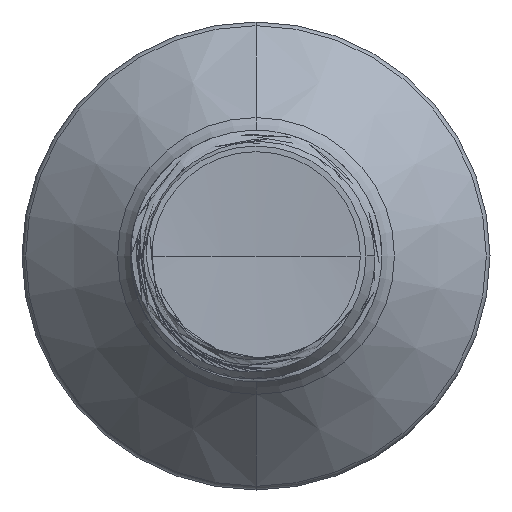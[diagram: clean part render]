
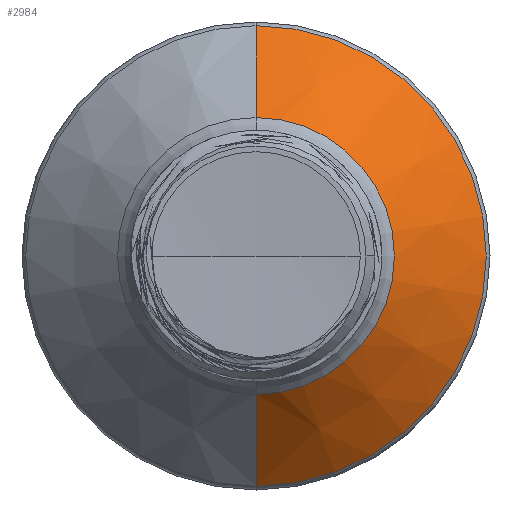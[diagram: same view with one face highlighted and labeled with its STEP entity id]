
A CAD part, front view. The second image highlights one B-rep face of the part: STEP entity #2984.
In plain terms, the highlighted conical face has half-angle 45 degrees and reference radius 2.75 mm.
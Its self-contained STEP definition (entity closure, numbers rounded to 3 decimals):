
#357 = DIRECTION ( 'NONE',  ( 0., 1., 0. ) ) ;
#1639 = CARTESIAN_POINT ( 'NONE',  ( 0., 8.865, 2.75 ) ) ;
#1816 = ORIENTED_EDGE ( 'NONE', *, *, #21937, .T. ) ;
#2432 = VERTEX_POINT ( 'NONE', #1639 ) ;
#2984 = ADVANCED_FACE ( 'NONE', ( #7031 ), #18334, .T. ) ;
#3652 = DIRECTION ( 'NONE',  ( 0., 1., 0. ) ) ;
#4050 = CARTESIAN_POINT ( 'NONE',  ( 0., 10.692, -4.577 ) ) ;
#4921 = CIRCLE ( 'NONE', #10602, 4.577 ) ;
#5823 = DIRECTION ( 'NONE',  ( 0., 0.707, -0.707 ) ) ;
#7031 = FACE_OUTER_BOUND ( 'NONE', #14051, .T. ) ;
#7033 = VECTOR ( 'NONE', #5823, 1000. ) ;
#7358 = LINE ( 'NONE', #12770, #9166 ) ;
#8346 = AXIS2_PLACEMENT_3D ( 'NONE', #11858, #357, #13771 ) ;
#9166 = VECTOR ( 'NONE', #22482, 1000. ) ;
#9467 = CARTESIAN_POINT ( 'NONE',  ( 0., 8.865, -2.75 ) ) ;
#10602 = AXIS2_PLACEMENT_3D ( 'NONE', #15179, #3652, #16876 ) ;
#10626 = ORIENTED_EDGE ( 'NONE', *, *, #22913, .T. ) ;
#11336 = AXIS2_PLACEMENT_3D ( 'NONE', #15280, #15724, #16061 ) ;
#11858 = CARTESIAN_POINT ( 'NONE',  ( 0., 8.865, 0. ) ) ;
#12770 = CARTESIAN_POINT ( 'NONE',  ( 0., 8.865, 2.75 ) ) ;
#13417 = ORIENTED_EDGE ( 'NONE', *, *, #19993, .F. ) ;
#13771 = DIRECTION ( 'NONE',  ( 0., 0., 1. ) ) ;
#14051 = EDGE_LOOP ( 'NONE', ( #10626, #1816, #20923, #13417 ) ) ;
#14119 = VERTEX_POINT ( 'NONE', #22626 ) ;
#15179 = CARTESIAN_POINT ( 'NONE',  ( 0., 10.692, 0. ) ) ;
#15280 = CARTESIAN_POINT ( 'NONE',  ( 0., 8.865, 0. ) ) ;
#15724 = DIRECTION ( 'NONE',  ( 0., 1., 0. ) ) ;
#16061 = DIRECTION ( 'NONE',  ( 0., 0., 1. ) ) ;
#16876 = DIRECTION ( 'NONE',  ( 0., 0., 1. ) ) ;
#18268 = CIRCLE ( 'NONE', #8346, 2.75 ) ;
#18334 = CONICAL_SURFACE ( 'NONE', #11336, 2.75, 0.785 ) ;
#19993 = EDGE_CURVE ( 'NONE', #2432, #14119, #7358, .T. ) ;
#20547 = VERTEX_POINT ( 'NONE', #22278 ) ;
#20923 = ORIENTED_EDGE ( 'NONE', *, *, #20946, .F. ) ;
#20946 = EDGE_CURVE ( 'NONE', #14119, #22094, #4921, .T. ) ;
#21069 = LINE ( 'NONE', #9467, #7033 ) ;
#21937 = EDGE_CURVE ( 'NONE', #20547, #22094, #21069, .T. ) ;
#22094 = VERTEX_POINT ( 'NONE', #4050 ) ;
#22278 = CARTESIAN_POINT ( 'NONE',  ( 0., 8.865, -2.75 ) ) ;
#22482 = DIRECTION ( 'NONE',  ( 0., 0.707, 0.707 ) ) ;
#22626 = CARTESIAN_POINT ( 'NONE',  ( 0., 10.692, 4.577 ) ) ;
#22913 = EDGE_CURVE ( 'NONE', #2432, #20547, #18268, .T. ) ;
